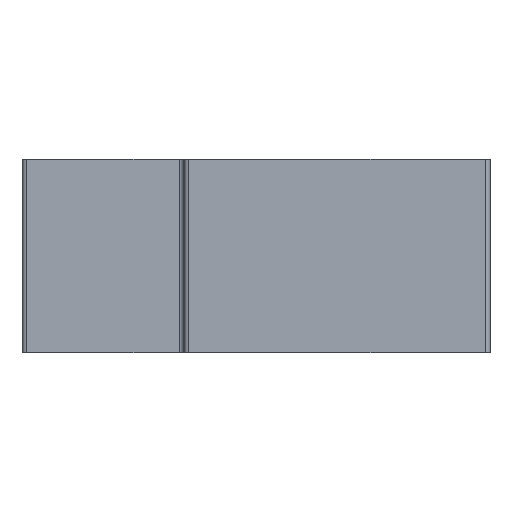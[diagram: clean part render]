
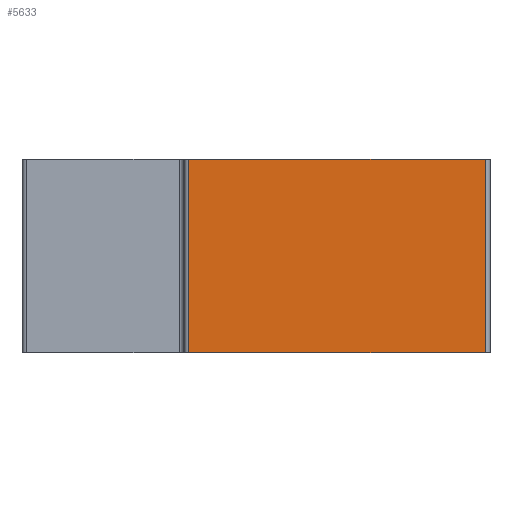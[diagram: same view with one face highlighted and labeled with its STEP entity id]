
A CAD part, left-side view. The second image highlights one B-rep face of the part: STEP entity #5633.
In plain terms, the highlighted planar face has unit normal (-1, 0, 0).
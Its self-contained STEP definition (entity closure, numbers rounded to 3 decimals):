
#461 = PLANE('',#462);
#462 = AXIS2_PLACEMENT_3D('',#463,#464,#465);
#463 = CARTESIAN_POINT('',(-5.926,-44.766,-20.));
#464 = DIRECTION('',(0.,0.,1.));
#465 = DIRECTION('',(1.,0.,0.));
#692 = PLANE('',#693);
#693 = AXIS2_PLACEMENT_3D('',#694,#695,#696);
#694 = CARTESIAN_POINT('',(-5.926,-44.766,20.));
#695 = DIRECTION('',(0.,0.,1.));
#696 = DIRECTION('',(1.,0.,0.));
#1644 = VERTEX_POINT('',#1645);
#1645 = CARTESIAN_POINT('',(-43.6,-32.62,-20.));
#1664 = CYLINDRICAL_SURFACE('',#1665,1.);
#1665 = AXIS2_PLACEMENT_3D('',#1666,#1667,#1668);
#1666 = CARTESIAN_POINT('',(-42.6,-32.62,-20.));
#1667 = DIRECTION('',(0.,0.,1.));
#1668 = DIRECTION('',(-1.,0.,0.));
#1676 = EDGE_CURVE('',#1644,#1677,#1679,.T.);
#1677 = VERTEX_POINT('',#1678);
#1678 = CARTESIAN_POINT('',(-43.6,-93.8,-20.));
#1679 = SURFACE_CURVE('',#1680,(#1684,#1691),.PCURVE_S1.);
#1680 = LINE('',#1681,#1682);
#1681 = CARTESIAN_POINT('',(-43.6,-31.62,-20.));
#1682 = VECTOR('',#1683,1.);
#1683 = DIRECTION('',(0.,-1.,0.));
#1684 = PCURVE('',#461,#1685);
#1685 = DEFINITIONAL_REPRESENTATION('',(#1686),#1690);
#1686 = LINE('',#1687,#1688);
#1687 = CARTESIAN_POINT('',(-37.674,13.146));
#1688 = VECTOR('',#1689,1.);
#1689 = DIRECTION('',(0.,-1.));
#1690 = ( GEOMETRIC_REPRESENTATION_CONTEXT(2) 
PARAMETRIC_REPRESENTATION_CONTEXT() REPRESENTATION_CONTEXT('2D SPACE',''
  ) );
#1691 = PCURVE('',#1692,#1697);
#1692 = PLANE('',#1693);
#1693 = AXIS2_PLACEMENT_3D('',#1694,#1695,#1696);
#1694 = CARTESIAN_POINT('',(-43.6,-31.62,-20.));
#1695 = DIRECTION('',(1.,0.,0.));
#1696 = DIRECTION('',(0.,-1.,0.));
#1697 = DEFINITIONAL_REPRESENTATION('',(#1698),#1702);
#1698 = LINE('',#1699,#1700);
#1699 = CARTESIAN_POINT('',(0.,0.));
#1700 = VECTOR('',#1701,1.);
#1701 = DIRECTION('',(1.,0.));
#1702 = ( GEOMETRIC_REPRESENTATION_CONTEXT(2) 
PARAMETRIC_REPRESENTATION_CONTEXT() REPRESENTATION_CONTEXT('2D SPACE',''
  ) );
#1725 = CYLINDRICAL_SURFACE('',#1726,1.);
#1726 = AXIS2_PLACEMENT_3D('',#1727,#1728,#1729);
#1727 = CARTESIAN_POINT('',(-42.6,-93.8,-20.));
#1728 = DIRECTION('',(0.,0.,1.));
#1729 = DIRECTION('',(0.,-1.,0.));
#2816 = VERTEX_POINT('',#2817);
#2817 = CARTESIAN_POINT('',(-43.6,-32.62,20.));
#2843 = EDGE_CURVE('',#2816,#2844,#2846,.T.);
#2844 = VERTEX_POINT('',#2845);
#2845 = CARTESIAN_POINT('',(-43.6,-93.8,20.));
#2846 = SURFACE_CURVE('',#2847,(#2851,#2858),.PCURVE_S1.);
#2847 = LINE('',#2848,#2849);
#2848 = CARTESIAN_POINT('',(-43.6,-31.62,20.));
#2849 = VECTOR('',#2850,1.);
#2850 = DIRECTION('',(0.,-1.,0.));
#2851 = PCURVE('',#692,#2852);
#2852 = DEFINITIONAL_REPRESENTATION('',(#2853),#2857);
#2853 = LINE('',#2854,#2855);
#2854 = CARTESIAN_POINT('',(-37.674,13.146));
#2855 = VECTOR('',#2856,1.);
#2856 = DIRECTION('',(0.,-1.));
#2857 = ( GEOMETRIC_REPRESENTATION_CONTEXT(2) 
PARAMETRIC_REPRESENTATION_CONTEXT() REPRESENTATION_CONTEXT('2D SPACE',''
  ) );
#2858 = PCURVE('',#1692,#2859);
#2859 = DEFINITIONAL_REPRESENTATION('',(#2860),#2864);
#2860 = LINE('',#2861,#2862);
#2861 = CARTESIAN_POINT('',(0.,-40.));
#2862 = VECTOR('',#2863,1.);
#2863 = DIRECTION('',(1.,0.));
#2864 = ( GEOMETRIC_REPRESENTATION_CONTEXT(2) 
PARAMETRIC_REPRESENTATION_CONTEXT() REPRESENTATION_CONTEXT('2D SPACE',''
  ) );
#5586 = EDGE_CURVE('',#1644,#2816,#5587,.T.);
#5587 = SURFACE_CURVE('',#5588,(#5592,#5599),.PCURVE_S1.);
#5588 = LINE('',#5589,#5590);
#5589 = CARTESIAN_POINT('',(-43.6,-32.62,-20.));
#5590 = VECTOR('',#5591,1.);
#5591 = DIRECTION('',(0.,0.,1.));
#5592 = PCURVE('',#1664,#5593);
#5593 = DEFINITIONAL_REPRESENTATION('',(#5594),#5598);
#5594 = LINE('',#5595,#5596);
#5595 = CARTESIAN_POINT('',(-0.,0.));
#5596 = VECTOR('',#5597,1.);
#5597 = DIRECTION('',(-0.,1.));
#5598 = ( GEOMETRIC_REPRESENTATION_CONTEXT(2) 
PARAMETRIC_REPRESENTATION_CONTEXT() REPRESENTATION_CONTEXT('2D SPACE',''
  ) );
#5599 = PCURVE('',#1692,#5600);
#5600 = DEFINITIONAL_REPRESENTATION('',(#5601),#5605);
#5601 = LINE('',#5602,#5603);
#5602 = CARTESIAN_POINT('',(1.,0.));
#5603 = VECTOR('',#5604,1.);
#5604 = DIRECTION('',(0.,-1.));
#5605 = ( GEOMETRIC_REPRESENTATION_CONTEXT(2) 
PARAMETRIC_REPRESENTATION_CONTEXT() REPRESENTATION_CONTEXT('2D SPACE',''
  ) );
#5633 = ADVANCED_FACE('',(#5634),#1692,.F.);
#5634 = FACE_BOUND('',#5635,.F.);
#5635 = EDGE_LOOP('',(#5636,#5637,#5638,#5639));
#5636 = ORIENTED_EDGE('',*,*,#1676,.F.);
#5637 = ORIENTED_EDGE('',*,*,#5586,.T.);
#5638 = ORIENTED_EDGE('',*,*,#2843,.T.);
#5639 = ORIENTED_EDGE('',*,*,#5640,.F.);
#5640 = EDGE_CURVE('',#1677,#2844,#5641,.T.);
#5641 = SURFACE_CURVE('',#5642,(#5646,#5653),.PCURVE_S1.);
#5642 = LINE('',#5643,#5644);
#5643 = CARTESIAN_POINT('',(-43.6,-93.8,-20.));
#5644 = VECTOR('',#5645,1.);
#5645 = DIRECTION('',(0.,0.,1.));
#5646 = PCURVE('',#1692,#5647);
#5647 = DEFINITIONAL_REPRESENTATION('',(#5648),#5652);
#5648 = LINE('',#5649,#5650);
#5649 = CARTESIAN_POINT('',(62.18,0.));
#5650 = VECTOR('',#5651,1.);
#5651 = DIRECTION('',(0.,-1.));
#5652 = ( GEOMETRIC_REPRESENTATION_CONTEXT(2) 
PARAMETRIC_REPRESENTATION_CONTEXT() REPRESENTATION_CONTEXT('2D SPACE',''
  ) );
#5653 = PCURVE('',#1725,#5654);
#5654 = DEFINITIONAL_REPRESENTATION('',(#5655),#5659);
#5655 = LINE('',#5656,#5657);
#5656 = CARTESIAN_POINT('',(-1.571,0.));
#5657 = VECTOR('',#5658,1.);
#5658 = DIRECTION('',(-0.,1.));
#5659 = ( GEOMETRIC_REPRESENTATION_CONTEXT(2) 
PARAMETRIC_REPRESENTATION_CONTEXT() REPRESENTATION_CONTEXT('2D SPACE',''
  ) );
